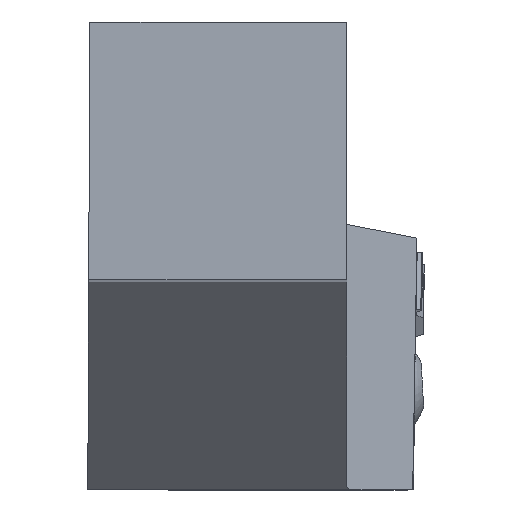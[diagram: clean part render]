
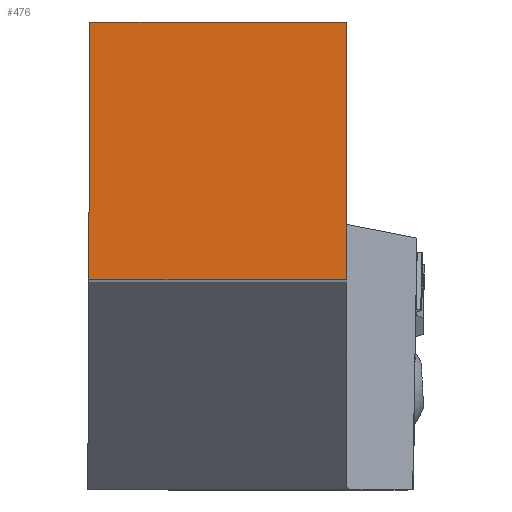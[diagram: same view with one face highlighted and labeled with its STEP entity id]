
A CAD part, top view. The second image highlights one B-rep face of the part: STEP entity #476.
In plain terms, the highlighted planar face has unit normal (0, 0, 1).
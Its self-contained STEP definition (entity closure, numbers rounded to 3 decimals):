
#476=ADVANCED_FACE('BLANK_BOXF006',(#718),#655,.F.);
#655=PLANE('',#3167);
#718=FACE_OUTER_BOUND('',#885,.T.);
#885=EDGE_LOOP('',(#1120,#1121,#1122,#1123));
#1120=ORIENTED_EDGE('',*,*,#2258,.T.);
#1121=ORIENTED_EDGE('',*,*,#2259,.T.);
#1122=ORIENTED_EDGE('',*,*,#2254,.T.);
#1123=ORIENTED_EDGE('',*,*,#2260,.T.);
#1970=VERTEX_POINT('',#4398);
#1971=VERTEX_POINT('',#4400);
#1974=VERTEX_POINT('',#4409);
#1975=VERTEX_POINT('',#4410);
#2254=EDGE_CURVE('',#1971,#1970,#2691,.T.);
#2258=EDGE_CURVE('',#1974,#1975,#2694,.T.);
#2259=EDGE_CURVE('',#1975,#1971,#2695,.T.);
#2260=EDGE_CURVE('',#1970,#1974,#2696,.T.);
#2691=LINE('',#4399,#2904);
#2694=LINE('',#4408,#2907);
#2695=LINE('',#4411,#2908);
#2696=LINE('',#4412,#2909);
#2904=VECTOR('',#3527,1.);
#2907=VECTOR('',#3536,1.);
#2908=VECTOR('',#3537,1.);
#2909=VECTOR('',#3538,1.);
#3167=AXIS2_PLACEMENT_3D('',#4413,#3539,#3540);
#3527=DIRECTION('',(-0.004,-1.,0.));
#3536=DIRECTION('',(0.,1.,0.));
#3537=DIRECTION('',(-1.,0.,0.));
#3538=DIRECTION('',(1.,0.,0.));
#3539=DIRECTION('',(0.,0.,-1.));
#3540=DIRECTION('',(0.,-1.,0.));
#4398=CARTESIAN_POINT('',(0.,-24.875,0.));
#4399=CARTESIAN_POINT('',(0.769,151.349,0.));
#4400=CARTESIAN_POINT('',(0.109,0.,0.));
#4408=CARTESIAN_POINT('',(24.875,-151.35,0.));
#4409=CARTESIAN_POINT('',(24.875,-24.875,0.));
#4410=CARTESIAN_POINT('',(24.875,0.,0.));
#4411=CARTESIAN_POINT('',(151.35,0.,0.));
#4412=CARTESIAN_POINT('',(-151.35,-24.875,0.));
#4413=CARTESIAN_POINT('',(57.225,-44.875,0.));
